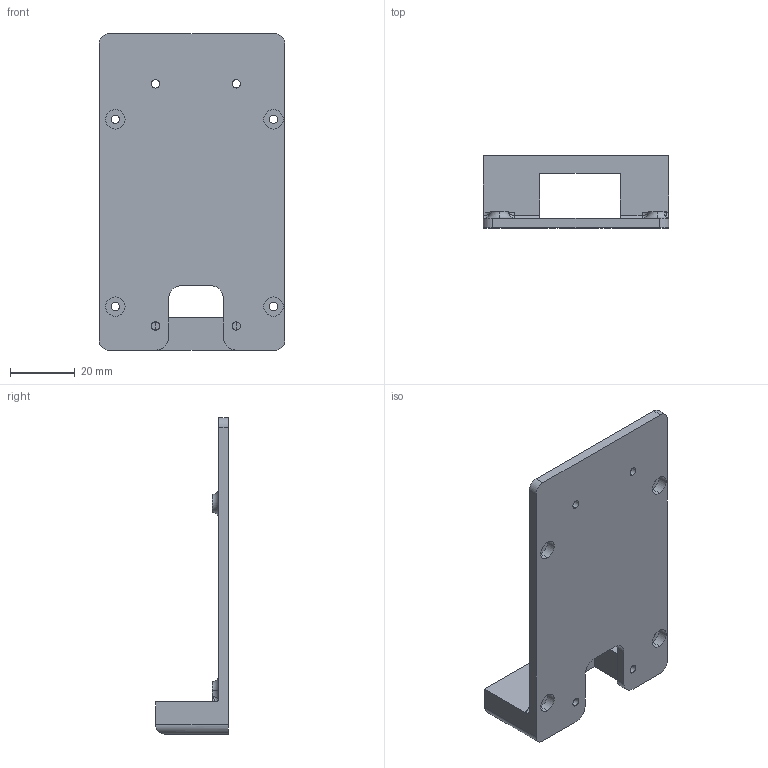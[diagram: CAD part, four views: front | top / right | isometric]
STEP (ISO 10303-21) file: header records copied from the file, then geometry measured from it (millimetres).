
FILE_DESCRIPTION (( 'STEP AP214' ), '1' );
FILE_NAME ('rpi_mount_v2.STEP', '2024-10-03T02:22:31', ( '' ), ( '' ), 'SwSTEP 2.0', 'SolidWorks 2018', '' );
FILE_SCHEMA (( 'AUTOMOTIVE_DESIGN' ));
Length unit declared in the file: millimetre
Products named in the file (1): rpi_mount_v2
Bounding box: 57.5 x 22.5 x 98 mm (x, y, z)
Volume: 23244.6 mm3; surface area: 14550 mm2
Topology: 1 solids, 1 shells, 79 faces, 210 edges, 131 vertices
Faces by surface type: cylinder 44, plane 24, torus 7, bspline 4
Entity records: 2699 total; most frequent: CARTESIAN_POINT 635, DIRECTION 451, ORIENTED_EDGE 414, EDGE_CURVE 207, AXIS2_PLACEMENT_3D 177, VERTEX_POINT 131, CIRCLE 101, EDGE_LOOP 98
